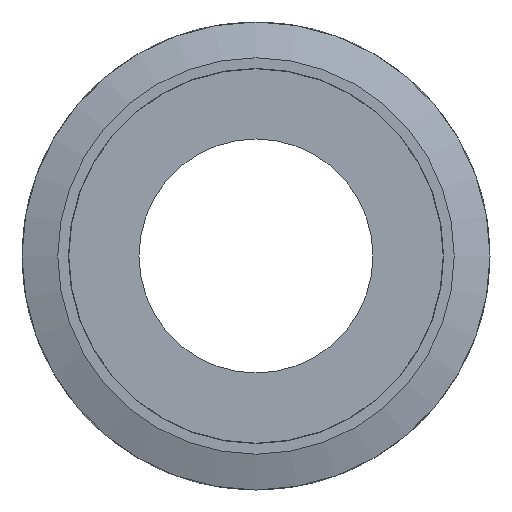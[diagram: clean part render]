
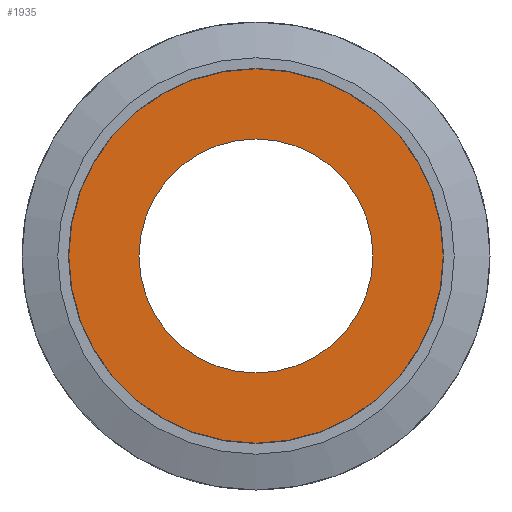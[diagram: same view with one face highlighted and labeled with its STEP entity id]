
A CAD part, front view. The second image highlights one B-rep face of the part: STEP entity #1935.
In plain terms, the highlighted planar face has unit normal (0, -1, 0).
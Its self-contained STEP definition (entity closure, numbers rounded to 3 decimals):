
#96=FACE_BOUND($,#632,.T.);
#399=PLANE($,#2100);
#493=FACE_OUTER_BOUND($,#631,.T.);
#631=EDGE_LOOP($,(#1484));
#632=EDGE_LOOP($,(#1485));
#756=CIRCLE($,#2097,39.2);
#757=CIRCLE($,#2099,24.5);
#899=VERTEX_POINT($,#3117);
#900=VERTEX_POINT($,#3120);
#1118=EDGE_CURVE($,#899,#899,#756,.T.);
#1119=EDGE_CURVE($,#900,#900,#757,.T.);
#1484=ORIENTED_EDGE($,*,*,#1118,.F.);
#1485=ORIENTED_EDGE($,*,*,#1119,.T.);
#1935=ADVANCED_FACE($,(#493,#96),#399,.T.);
#2097=AXIS2_PLACEMENT_3D($,#3118,#2442,#2443);
#2099=AXIS2_PLACEMENT_3D($,#3121,#2446,#2447);
#2100=AXIS2_PLACEMENT_3D($,#3122,#2448,#2449);
#2442=DIRECTION('center_axis',(0.,1.,0.));
#2443=DIRECTION('ref_axis',(0.,0.,1.));
#2446=DIRECTION('center_axis',(0.,1.,0.));
#2447=DIRECTION('ref_axis',(0.,0.,1.));
#2448=DIRECTION('center_axis',(0.,-1.,0.));
#2449=DIRECTION('ref_axis',(0.,0.,-1.));
#3117=CARTESIAN_POINT('',(0.,0.,39.2));
#3118=CARTESIAN_POINT('Origin',(0.,0.,0.));
#3120=CARTESIAN_POINT('',(0.,0.,24.5));
#3121=CARTESIAN_POINT('Origin',(0.,0.,0.));
#3122=CARTESIAN_POINT('Origin',(0.,0.,31.85));
